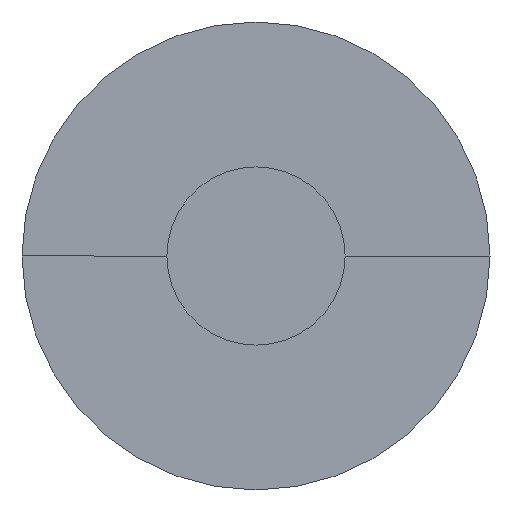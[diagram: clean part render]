
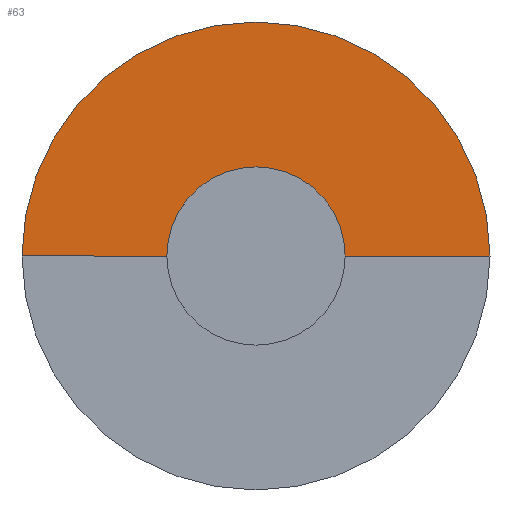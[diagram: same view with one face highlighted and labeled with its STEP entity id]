
A CAD part, left-side view. The second image highlights one B-rep face of the part: STEP entity #63.
In plain terms, the highlighted planar face has unit normal (-1, 0, 0).
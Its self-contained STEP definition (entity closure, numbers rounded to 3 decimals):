
#63=ADVANCED_FACE('',(#142),#143,.T.);
#142=FACE_OUTER_BOUND('',#234,.T.);
#143=PLANE('',#235);
#234=EDGE_LOOP('',(#938,#939,#940,#941,#942));
#235=AXIS2_PLACEMENT_3D('',#943,#944,#945);
#938=ORIENTED_EDGE('',*,*,#1156,.T.);
#939=ORIENTED_EDGE('',*,*,#1151,.T.);
#940=ORIENTED_EDGE('',*,*,#1160,.T.);
#941=ORIENTED_EDGE('',*,*,#1161,.F.);
#942=ORIENTED_EDGE('',*,*,#1162,.F.);
#943=CARTESIAN_POINT('',(0.,0.,0.0));
#944=DIRECTION('',(-1.,0.,0.0));
#945=DIRECTION('',(0.,1.,0.0));
#1151=EDGE_CURVE('',#1263,#1261,#1264,.T.);
#1156=EDGE_CURVE('',#1270,#1263,#1271,.T.);
#1160=EDGE_CURVE('',#1261,#1251,#1275,.T.);
#1161=EDGE_CURVE('',#1253,#1251,#1276,.F.);
#1162=EDGE_CURVE('',#1270,#1253,#1277,.T.);
#1251=VERTEX_POINT('',#1422);
#1253=VERTEX_POINT('',#1425);
#1261=VERTEX_POINT('',#1435);
#1263=VERTEX_POINT('',#1437);
#1264=CIRCLE('',#1438,4.0);
#1270=VERTEX_POINT('',#1445);
#1271=CIRCLE('',#1446,4.0);
#1275=LINE('',#1450,#1451);
#1276=CIRCLE('',#1452,10.5);
#1277=LINE('',#1453,#1454);
#1422=CARTESIAN_POINT('',(0.,-10.5,0.0));
#1425=CARTESIAN_POINT('',(0.,10.5,0.));
#1435=CARTESIAN_POINT('',(0.,-4.,0.0));
#1437=CARTESIAN_POINT('',(0.,0.,4.0));
#1438=AXIS2_PLACEMENT_3D('',#1967,#1968,#1969);
#1445=CARTESIAN_POINT('',(0.,4.,0.));
#1446=AXIS2_PLACEMENT_3D('',#1977,#1978,#1979);
#1450=CARTESIAN_POINT('',(0.,-4.,0.0));
#1451=VECTOR('',#1983,1.0);
#1452=AXIS2_PLACEMENT_3D('',#1984,#1985,#1986);
#1453=CARTESIAN_POINT('',(0.,4.,0.));
#1454=VECTOR('',#1987,1.0);
#1967=CARTESIAN_POINT('',(0.,0.,0.0));
#1968=DIRECTION('',(1.,0.,0.0));
#1969=DIRECTION('',(0.0,0.0,-1.0));
#1977=CARTESIAN_POINT('',(0.,0.,0.0));
#1978=DIRECTION('',(1.,0.,0.0));
#1979=DIRECTION('',(0.0,0.0,-1.0));
#1983=DIRECTION('',(0.,-1.,-0.0));
#1984=CARTESIAN_POINT('',(0.,0.,0.0));
#1985=DIRECTION('',(-1.,0.,0.0));
#1986=DIRECTION('',(0.,-1.,0.0));
#1987=DIRECTION('',(0.,1.,0.));
